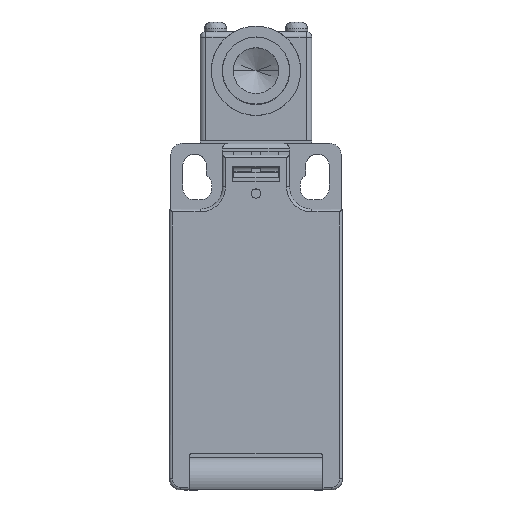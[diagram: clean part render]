
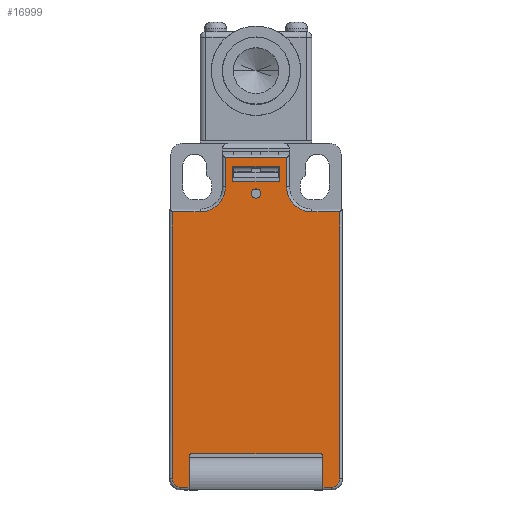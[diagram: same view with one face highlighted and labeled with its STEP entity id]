
A CAD part, top view. The second image highlights one B-rep face of the part: STEP entity #16999.
In plain terms, the highlighted face is planar.
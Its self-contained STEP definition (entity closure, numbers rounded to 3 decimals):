
#12701=DIRECTION('',(1.,0.,0.));
#12702=VECTOR('',#12701,1.5);
#12703=CARTESIAN_POINT('',(-13.5,20.4,61.));
#12704=LINE('',#12703,#12702);
#12764=CARTESIAN_POINT('',(-13.5,20.4,59.5));
#12765=DIRECTION('',(0.,-1.,0.));
#12766=DIRECTION('',(0.,0.,1.));
#12767=AXIS2_PLACEMENT_3D('',#12764,#12765,#12766);
#12769=CARTESIAN_POINT('',(-10.,20.4,7.2));
#12770=DIRECTION('',(0.,1.,0.));
#12771=DIRECTION('',(0.,0.,1.));
#12772=AXIS2_PLACEMENT_3D('',#12769,#12770,#12771);
#12774=CARTESIAN_POINT('',(10.,20.4,7.2));
#12775=DIRECTION('',(0.,1.,0.));
#12776=DIRECTION('',(-1.,0.,0.));
#12777=AXIS2_PLACEMENT_3D('',#12774,#12775,#12776);
#12779=CARTESIAN_POINT('',(13.5,20.4,59.5));
#12780=DIRECTION('',(0.,-1.,0.));
#12781=DIRECTION('',(1.,0.,0.));
#12782=AXIS2_PLACEMENT_3D('',#12779,#12780,#12781);
#12784=DIRECTION('',(0.,0.,-1.));
#12785=VECTOR('',#12784,5.5);
#12786=CARTESIAN_POINT('',(12.,20.4,61.));
#12787=LINE('',#12786,#12785);
#12788=CARTESIAN_POINT('',(11.5,20.4,55.5));
#12789=DIRECTION('',(0.,1.,0.));
#12790=DIRECTION('',(1.,0.,0.));
#12791=AXIS2_PLACEMENT_3D('',#12788,#12789,#12790);
#12793=DIRECTION('',(-1.,0.,0.));
#12794=VECTOR('',#12793,23.);
#12795=CARTESIAN_POINT('',(11.5,20.4,55.));
#12796=LINE('',#12795,#12794);
#12797=CARTESIAN_POINT('',(-11.5,20.4,55.5));
#12798=DIRECTION('',(0.,1.,0.));
#12799=DIRECTION('',(0.,0.,-1.));
#12800=AXIS2_PLACEMENT_3D('',#12797,#12798,#12799);
#12802=DIRECTION('',(0.,0.,1.));
#12803=VECTOR('',#12802,5.5);
#12804=CARTESIAN_POINT('',(-12.,20.4,55.5));
#12805=LINE('',#12804,#12803);
#12806=CARTESIAN_POINT('',(0.,20.4,8.4));
#12807=DIRECTION('',(0.,1.,0.));
#12808=DIRECTION('',(1.,0.,0.));
#12809=AXIS2_PLACEMENT_3D('',#12806,#12807,#12808);
#12811=CARTESIAN_POINT('',(0.,20.4,8.4));
#12812=DIRECTION('',(0.,1.,0.));
#12813=DIRECTION('',(-1.,0.,0.));
#12814=AXIS2_PLACEMENT_3D('',#12811,#12812,#12813);
#12816=DIRECTION('',(0.,0.,1.));
#12817=VECTOR('',#12816,2.7);
#12818=CARTESIAN_POINT('',(-4.15,20.4,3.5));
#12819=LINE('',#12818,#12817);
#12820=DIRECTION('',(1.,0.,0.));
#12821=VECTOR('',#12820,8.3);
#12822=CARTESIAN_POINT('',(-4.15,20.4,6.2));
#12823=LINE('',#12822,#12821);
#12824=DIRECTION('',(0.,0.,-1.));
#12825=VECTOR('',#12824,2.7);
#12826=CARTESIAN_POINT('',(4.15,20.4,6.2));
#12827=LINE('',#12826,#12825);
#12828=DIRECTION('',(-1.,0.,0.));
#12829=VECTOR('',#12828,8.3);
#12830=CARTESIAN_POINT('',(4.15,20.4,3.5));
#12831=LINE('',#12830,#12829);
#12832=DIRECTION('',(0.,0.,1.));
#12833=VECTOR('',#12832,47.8);
#12834=CARTESIAN_POINT('',(-15.,20.4,11.7));
#12835=LINE('',#12834,#12833);
#12888=DIRECTION('',(-1.,0.,0.));
#12889=VECTOR('',#12888,5.);
#12890=CARTESIAN_POINT('',(-10.,20.4,11.7));
#12891=LINE('',#12890,#12889);
#12915=DIRECTION('',(0.,0.,1.));
#12916=VECTOR('',#12915,5.2);
#12917=CARTESIAN_POINT('',(-5.5,20.4,2.));
#12918=LINE('',#12917,#12916);
#12947=DIRECTION('',(-1.,0.,0.));
#12948=VECTOR('',#12947,11.);
#12949=CARTESIAN_POINT('',(5.5,20.4,2.));
#12950=LINE('',#12949,#12948);
#13183=DIRECTION('',(0.,0.,-1.));
#13184=VECTOR('',#13183,5.2);
#13185=CARTESIAN_POINT('',(5.5,20.4,7.2));
#13186=LINE('',#13185,#13184);
#13222=DIRECTION('',(-1.,0.,0.));
#13223=VECTOR('',#13222,5.);
#13224=CARTESIAN_POINT('',(15.,20.4,11.7));
#13225=LINE('',#13224,#13223);
#13244=DIRECTION('',(0.,0.,-1.));
#13245=VECTOR('',#13244,47.8);
#13246=CARTESIAN_POINT('',(15.,20.4,59.5));
#13247=LINE('',#13246,#13245);
#13291=DIRECTION('',(1.,0.,0.));
#13292=VECTOR('',#13291,1.5);
#13293=CARTESIAN_POINT('',(12.,20.4,61.));
#13294=LINE('',#13293,#13292);
#15602=CARTESIAN_POINT('',(-11.5,20.4,55.));
#15603=VERTEX_POINT('',#15602);
#15604=CARTESIAN_POINT('',(11.5,20.4,55.));
#15605=VERTEX_POINT('',#15604);
#15606=CARTESIAN_POINT('',(-12.,20.4,55.5));
#15607=VERTEX_POINT('',#15606);
#15609=CARTESIAN_POINT('',(-12.,20.4,61.));
#15611=VERTEX_POINT('',#15609);
#15620=CARTESIAN_POINT('',(-13.5,20.4,61.));
#15621=VERTEX_POINT('',#15620);
#15641=CARTESIAN_POINT('',(-15.,20.4,
59.5));
#15642=VERTEX_POINT('',#15641);
#15643=CARTESIAN_POINT('',(-15.,20.4,11.7));
#15644=VERTEX_POINT('',#15643);
#15645=CARTESIAN_POINT('',(-10.,20.4,11.7));
#15646=VERTEX_POINT('',#15645);
#15647=CARTESIAN_POINT('',(-5.5,20.4,
7.2));
#15648=VERTEX_POINT('',#15647);
#15649=CARTESIAN_POINT('',(-5.5,20.4,2.));
#15650=VERTEX_POINT('',#15649);
#15651=CARTESIAN_POINT('',(5.5,20.4,2.));
#15652=VERTEX_POINT('',#15651);
#15653=CARTESIAN_POINT('',(5.5,20.4,7.2));
#15654=VERTEX_POINT('',#15653);
#15655=CARTESIAN_POINT('',(10.,20.4,11.7));
#15656=VERTEX_POINT('',#15655);
#15657=CARTESIAN_POINT('',(15.,20.4,11.7));
#15658=VERTEX_POINT('',#15657);
#15659=CARTESIAN_POINT('',(15.,20.4,59.5));
#15660=VERTEX_POINT('',#15659);
#15661=CARTESIAN_POINT('',(13.5,20.4,61.));
#15662=VERTEX_POINT('',#15661);
#15663=CARTESIAN_POINT('',(12.,20.4,61.));
#15664=VERTEX_POINT('',#15663);
#15665=CARTESIAN_POINT('',(12.,20.4,55.5));
#15666=VERTEX_POINT('',#15665);
#15667=CARTESIAN_POINT('',(0.85,20.4,8.4));
#15668=CARTESIAN_POINT('',(-0.85,20.4,8.4));
#15669=VERTEX_POINT('',#15667);
#15670=VERTEX_POINT('',#15668);
#15671=CARTESIAN_POINT('',(-4.15,20.4,3.5));
#15672=CARTESIAN_POINT('',(-4.15,20.4,6.2));
#15673=VERTEX_POINT('',#15671);
#15674=VERTEX_POINT('',#15672);
#15675=CARTESIAN_POINT('',(4.15,20.4,6.2));
#15676=VERTEX_POINT('',#15675);
#15677=CARTESIAN_POINT('',(4.15,20.4,3.5));
#15678=VERTEX_POINT('',#15677);
#16945=CARTESIAN_POINT('',(0.,20.4,31.5));
#16946=DIRECTION('',(0.,1.,0.));
#16947=DIRECTION('',(1.,0.,0.));
#16948=AXIS2_PLACEMENT_3D('',#16945,#16946,#16947);
#16949=PLANE('',#16948);
#16950=ORIENTED_EDGE('',*,*,#16867,.F.);
#16951=ORIENTED_EDGE('',*,*,#16936,.T.);
#16953=ORIENTED_EDGE('',*,*,#16952,.F.);
#16955=ORIENTED_EDGE('',*,*,#16954,.F.);
#16957=ORIENTED_EDGE('',*,*,#16956,.T.);
#16959=ORIENTED_EDGE('',*,*,#16958,.F.);
#16961=ORIENTED_EDGE('',*,*,#16960,.F.);
#16963=ORIENTED_EDGE('',*,*,#16962,.F.);
#16965=ORIENTED_EDGE('',*,*,#16964,.T.);
#16967=ORIENTED_EDGE('',*,*,#16966,.F.);
#16969=ORIENTED_EDGE('',*,*,#16968,.F.);
#16971=ORIENTED_EDGE('',*,*,#16970,.T.);
#16973=ORIENTED_EDGE('',*,*,#16972,.F.);
#16975=ORIENTED_EDGE('',*,*,#16974,.T.);
#16977=ORIENTED_EDGE('',*,*,#16976,.T.);
#16978=ORIENTED_EDGE('',*,*,#16802,.T.);
#16979=ORIENTED_EDGE('',*,*,#16831,.T.);
#16980=ORIENTED_EDGE('',*,*,#16843,.T.);
#16981=EDGE_LOOP('',(#16950,#16951,#16953,#16955,#16957,#16959,#16961,#16963,
#16965,#16967,#16969,#16971,#16973,#16975,#16977,#16978,#16979,#16980));
#16982=FACE_OUTER_BOUND('',#16981,.F.);
#16984=ORIENTED_EDGE('',*,*,#16983,.T.);
#16986=ORIENTED_EDGE('',*,*,#16985,.T.);
#16987=EDGE_LOOP('',(#16984,#16986));
#16988=FACE_BOUND('',#16987,.F.);
#16990=ORIENTED_EDGE('',*,*,#16989,.T.);
#16992=ORIENTED_EDGE('',*,*,#16991,.T.);
#16994=ORIENTED_EDGE('',*,*,#16993,.T.);
#16996=ORIENTED_EDGE('',*,*,#16995,.T.);
#16997=EDGE_LOOP('',(#16990,#16992,#16994,#16996));
#16998=FACE_BOUND('',#16997,.F.);
#16999=ADVANCED_FACE('',(#16982,#16988,#16998),#16949,.T.);
#12768=CIRCLE('',#12767,1.5);
#12773=CIRCLE('',#12772,4.5);
#12778=CIRCLE('',#12777,4.5);
#12783=CIRCLE('',#12782,1.5);
#12792=CIRCLE('',#12791,0.5);
#12801=CIRCLE('',#12800,0.5);
#12810=CIRCLE('',#12809,0.85);
#12815=CIRCLE('',#12814,0.85);
#16802=EDGE_CURVE('',#15605,#15603,#12796,.T.);
#16831=EDGE_CURVE('',#15603,#15607,#12801,.T.);
#16843=EDGE_CURVE('',#15607,#15611,#12805,.T.);
#16867=EDGE_CURVE('',#15621,#15611,#12704,.T.);
#16936=EDGE_CURVE('',#15621,#15642,#12768,.T.);
#16952=EDGE_CURVE('',#15644,#15642,#12835,.T.);
#16954=EDGE_CURVE('',#15646,#15644,#12891,.T.);
#16956=EDGE_CURVE('',#15646,#15648,#12773,.T.);
#16958=EDGE_CURVE('',#15650,#15648,#12918,.T.);
#16960=EDGE_CURVE('',#15652,#15650,#12950,.T.);
#16962=EDGE_CURVE('',#15654,#15652,#13186,.T.);
#16964=EDGE_CURVE('',#15654,#15656,#12778,.T.);
#16966=EDGE_CURVE('',#15658,#15656,#13225,.T.);
#16968=EDGE_CURVE('',#15660,#15658,#13247,.T.);
#16970=EDGE_CURVE('',#15660,#15662,#12783,.T.);
#16972=EDGE_CURVE('',#15664,#15662,#13294,.T.);
#16974=EDGE_CURVE('',#15664,#15666,#12787,.T.);
#16976=EDGE_CURVE('',#15666,#15605,#12792,.T.);
#16983=EDGE_CURVE('',#15669,#15670,#12810,.T.);
#16985=EDGE_CURVE('',#15670,#15669,#12815,.T.);
#16989=EDGE_CURVE('',#15673,#15674,#12819,.T.);
#16991=EDGE_CURVE('',#15674,#15676,#12823,.T.);
#16993=EDGE_CURVE('',#15676,#15678,#12827,.T.);
#16995=EDGE_CURVE('',#15678,#15673,#12831,.T.);
